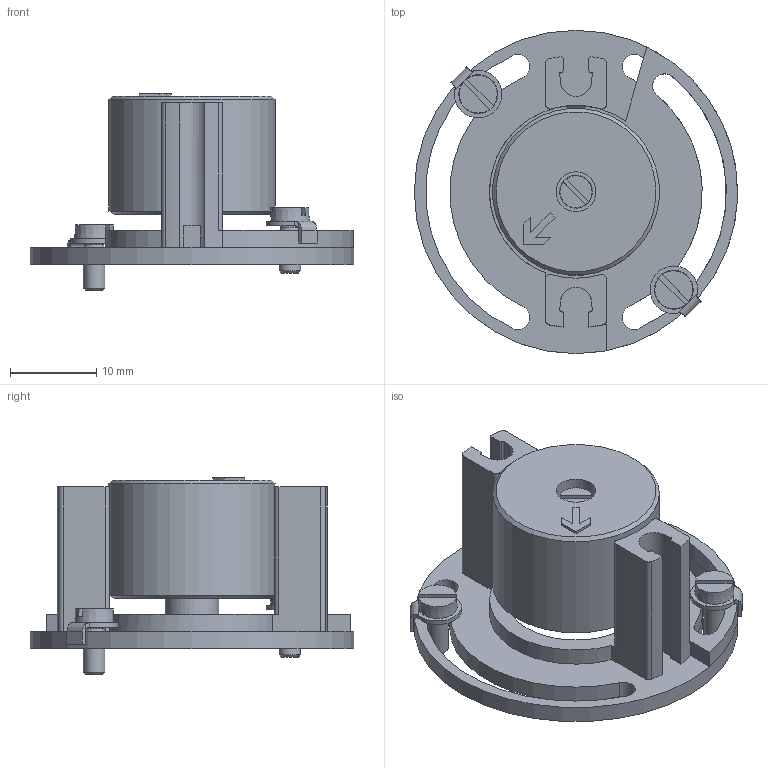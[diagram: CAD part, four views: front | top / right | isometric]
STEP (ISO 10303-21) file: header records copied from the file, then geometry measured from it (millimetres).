
FILE_DESCRIPTION(/* description */ ('STEP AP214'),/* implementation_level */ '2;1');
FILE_NAME(/* name */ '173206_WSM-8-SME-10',/* time_stamp */ '2024-09-13T10:05:50+02:00',/* author */ ('License CC BY-ND 4.0'),/* organization */ ('CADENAS'),/* preprocessor_version */ 'ST-DEVELOPER v19.3',/* originating_system */ 'PARTsolutions',/* authorisation */ ' ');
FILE_SCHEMA (('AUTOMOTIVE_DESIGN {1 0 10303 214 3 1 1}'));
Length unit declared in the file: millimetre
Products named in the file (8): 173206 WSM-8-SME-10; 678677 WSM-8-SME-10---(halter_rechts); 678680 WSM-8-SME-10---(halter_links); 380817---(scheibe); DIN-84 - M2.5x6; 372799 WSM-8-SME-10---(halter_magnet); Tooth lock washer DIN 6797 - J2.2; DIN-84 - M2x10
Assembly tree (9 placements, depth 2):
  173206 WSM-8-SME-10
    678677 WSM-8-SME-10---(halter_rechts)
    678680 WSM-8-SME-10---(halter_links)
    380817---(scheibe)  x2
    DIN-84 - M2.5x6  x2
    372799 WSM-8-SME-10---(halter_magnet)
    Tooth lock washer DIN 6797 - J2.2
    DIN-84 - M2x10
Bounding box: 37.4 x 37.4 x 22.8 mm (x, y, z)
Volume: 4684.2 mm3; surface area: 7808.7 mm2
Topology: 9 solids, 9 shells, 244 faces, 641 edges, 422 vertices
Faces by surface type: plane 132, cylinder 94, cone 15, torus 3
Full cylindrical faces by diameter (mm): 2 x1, 2.4 x1, 2.5 x2, 2.7 x2, 4.6 x2, 4.8 x1, 6.2 x1, 16 x1, 19.3 x1, 20 x2, 37.4 x1
Entity records: 6946 total; most frequent: DIRECTION 1213, CARTESIAN_POINT 1206, ORIENTED_EDGE 1100, EDGE_CURVE 550, AXIS2_PLACEMENT_3D 451, VERTEX_POINT 378, LINE 311, VECTOR 311
